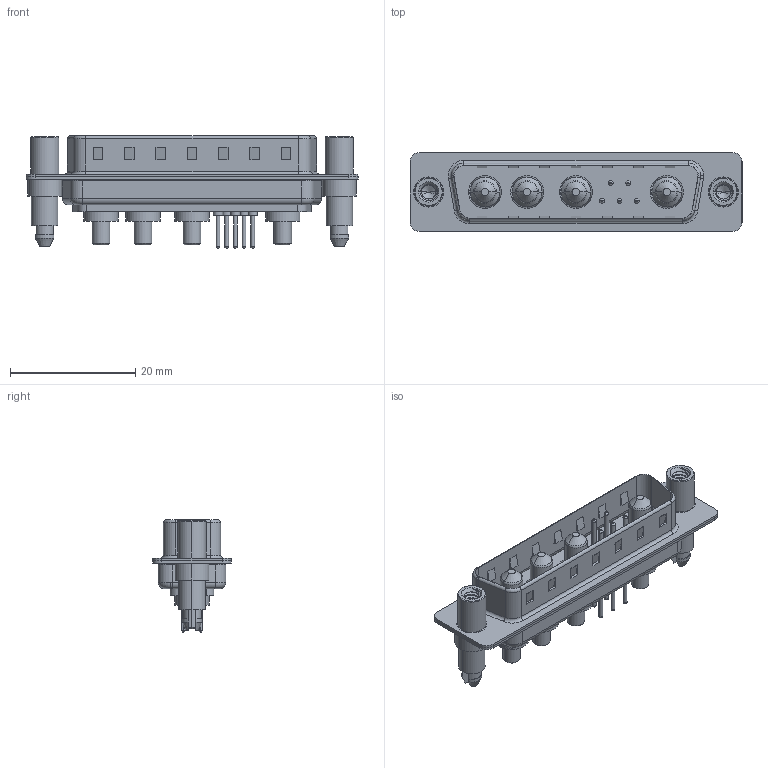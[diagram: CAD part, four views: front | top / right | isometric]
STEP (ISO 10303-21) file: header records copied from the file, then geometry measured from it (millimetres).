
FILE_DESCRIPTION (( 'STEP AP203' ), '1' );
FILE_NAME ('627-9W4-624-2T6.STEP', '2019-05-26T09:11:34', ( '' ), ( '' ), 'SwSTEP 2.0', 'SolidWorks 2016', '' );
FILE_SCHEMA (( 'CONFIG_CONTROL_DESIGN' ));
Length unit declared in the file: millimetre
Products named in the file (8): 627Combo Shell Rear_25 Contacts; 627Combo Shell Front_25 Contacts; 627Combo Threaded Standoff and Boardlock_6; Power Pin_20A S; 627Combo Contact Row 1_24; 627Combo Contact Row 2_24; 627-9W4-624-2T6; 627Combo Housing_9W4
Assembly tree (14 placements, depth 2):
  627-9W4-624-2T6
    627Combo Housing_9W4
    627Combo Shell Rear_25 Contacts
    627Combo Shell Front_25 Contacts
    627Combo Threaded Standoff and Boardlock_6  x2
    Power Pin_20A S  x4
    627Combo Contact Row 1_24  x2
    627Combo Contact Row 2_24  x3
Bounding box: 53 x 12.6 x 17.9 mm (x, y, z)
Volume: 3332.3 mm3; surface area: 7177.7 mm2
Topology: 18 solids, 18 shells, 773 faces, 1795 edges, 1112 vertices
Faces by surface type: cylinder 311, plane 264, torus 138, cone 46, bspline 14
Entity records: 17485 total; most frequent: CARTESIAN_POINT 3859, DIRECTION 2794, ORIENTED_EDGE 2518, EDGE_CURVE 1259, AXIS2_PLACEMENT_3D 1069, VERTEX_POINT 791, VECTOR 656, LINE 656
